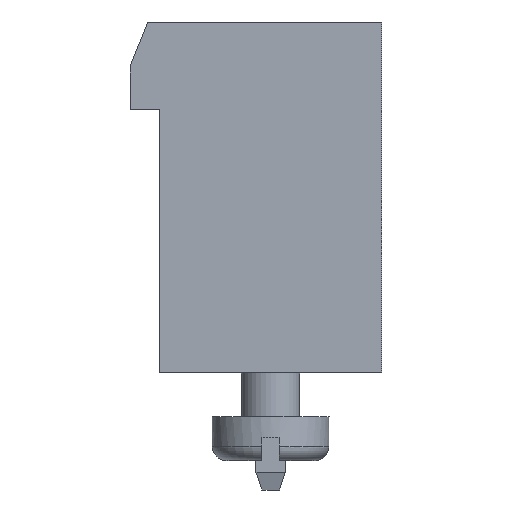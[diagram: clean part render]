
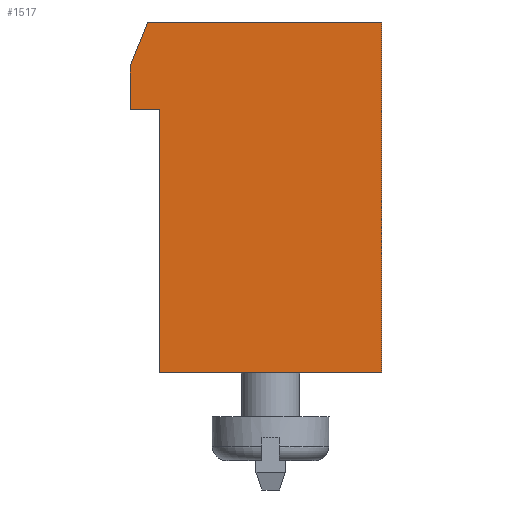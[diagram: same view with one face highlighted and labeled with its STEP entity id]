
A CAD part, left-side view. The second image highlights one B-rep face of the part: STEP entity #1517.
In plain terms, the highlighted planar face has unit normal (-1, 0, 0).
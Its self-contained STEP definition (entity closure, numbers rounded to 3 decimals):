
#22 = VERTEX_POINT('',#23);
#23 = CARTESIAN_POINT('',(-9.1,3.8,9.));
#32 = PLANE('',#33);
#33 = AXIS2_PLACEMENT_3D('',#34,#35,#36);
#34 = CARTESIAN_POINT('',(-9.1,3.8,9.));
#35 = DIRECTION('',(0.,1.,0.));
#36 = DIRECTION('',(0.,0.,-1.));
#44 = PLANE('',#45);
#45 = AXIS2_PLACEMENT_3D('',#46,#47,#48);
#46 = CARTESIAN_POINT('',(-9.1,4.8,9.));
#47 = DIRECTION('',(0.,0.,-1.));
#48 = DIRECTION('',(0.,-1.,0.));
#85 = VERTEX_POINT('',#86);
#86 = CARTESIAN_POINT('',(-9.1,3.8,0.));
#100 = PLANE('',#101);
#101 = AXIS2_PLACEMENT_3D('',#102,#103,#104);
#102 = CARTESIAN_POINT('',(-9.1,3.8,0.));
#103 = DIRECTION('',(0.,0.,-1.));
#104 = DIRECTION('',(0.,-1.,0.));
#112 = EDGE_CURVE('',#22,#85,#113,.T.);
#113 = SURFACE_CURVE('',#114,(#118,#125),.PCURVE_S1.);
#114 = LINE('',#115,#116);
#115 = CARTESIAN_POINT('',(-9.1,3.8,9.));
#116 = VECTOR('',#117,1.);
#117 = DIRECTION('',(0.,0.,-1.));
#118 = PCURVE('',#32,#119);
#119 = DEFINITIONAL_REPRESENTATION('',(#120),#124);
#120 = LINE('',#121,#122);
#121 = CARTESIAN_POINT('',(0.,0.));
#122 = VECTOR('',#123,1.);
#123 = DIRECTION('',(1.,0.));
#124 = ( GEOMETRIC_REPRESENTATION_CONTEXT(2)
PARAMETRIC_REPRESENTATION_CONTEXT() REPRESENTATION_CONTEXT('2D SPACE',''
) );
#125 = PCURVE('',#126,#131);
#126 = PLANE('',#127);
#127 = AXIS2_PLACEMENT_3D('',#128,#129,#130);
#128 = CARTESIAN_POINT('',(-9.1,3.8,0.));
#129 = DIRECTION('',(1.,0.,0.));
#130 = DIRECTION('',(0.,0.,1.));
#131 = DEFINITIONAL_REPRESENTATION('',(#132),#136);
#132 = LINE('',#133,#134);
#133 = CARTESIAN_POINT('',(9.,0.));
#134 = VECTOR('',#135,1.);
#135 = DIRECTION('',(-1.,0.));
#136 = ( GEOMETRIC_REPRESENTATION_CONTEXT(2)
PARAMETRIC_REPRESENTATION_CONTEXT() REPRESENTATION_CONTEXT('2D SPACE',''
) );
#142 = VERTEX_POINT('',#143);
#143 = CARTESIAN_POINT('',(-9.1,4.8,9.));
#159 = PLANE('',#160);
#160 = AXIS2_PLACEMENT_3D('',#161,#162,#163);
#161 = CARTESIAN_POINT('',(-9.1,4.8,10.5));
#162 = DIRECTION('',(0.,1.,0.));
#163 = DIRECTION('',(0.,0.,-1.));
#193 = EDGE_CURVE('',#142,#22,#194,.T.);
#194 = SURFACE_CURVE('',#195,(#199,#206),.PCURVE_S1.);
#195 = LINE('',#196,#197);
#196 = CARTESIAN_POINT('',(-9.1,4.8,9.));
#197 = VECTOR('',#198,1.);
#198 = DIRECTION('',(0.,-1.,0.));
#199 = PCURVE('',#44,#200);
#200 = DEFINITIONAL_REPRESENTATION('',(#201),#205);
#201 = LINE('',#202,#203);
#202 = CARTESIAN_POINT('',(0.,0.));
#203 = VECTOR('',#204,1.);
#204 = DIRECTION('',(1.,0.));
#205 = ( GEOMETRIC_REPRESENTATION_CONTEXT(2)
PARAMETRIC_REPRESENTATION_CONTEXT() REPRESENTATION_CONTEXT('2D SPACE',''
) );
#206 = PCURVE('',#126,#207);
#207 = DEFINITIONAL_REPRESENTATION('',(#208),#212);
#208 = LINE('',#209,#210);
#209 = CARTESIAN_POINT('',(9.,-1.));
#210 = VECTOR('',#211,1.);
#211 = DIRECTION('',(0.,1.));
#212 = ( GEOMETRIC_REPRESENTATION_CONTEXT(2)
PARAMETRIC_REPRESENTATION_CONTEXT() REPRESENTATION_CONTEXT('2D SPACE',''
) );
#242 = VERTEX_POINT('',#243);
#243 = CARTESIAN_POINT('',(-9.1,-3.8,0.));
#257 = PLANE('',#258);
#258 = AXIS2_PLACEMENT_3D('',#259,#260,#261);
#259 = CARTESIAN_POINT('',(-9.1,-3.8,0.));
#260 = DIRECTION('',(0.,-1.,0.));
#261 = DIRECTION('',(0.,0.,1.));
#269 = EDGE_CURVE('',#85,#242,#270,.T.);
#270 = SURFACE_CURVE('',#271,(#275,#282),.PCURVE_S1.);
#271 = LINE('',#272,#273);
#272 = CARTESIAN_POINT('',(-9.1,3.8,0.));
#273 = VECTOR('',#274,1.);
#274 = DIRECTION('',(0.,-1.,0.));
#275 = PCURVE('',#100,#276);
#276 = DEFINITIONAL_REPRESENTATION('',(#277),#281);
#277 = LINE('',#278,#279);
#278 = CARTESIAN_POINT('',(0.,0.));
#279 = VECTOR('',#280,1.);
#280 = DIRECTION('',(1.,0.));
#281 = ( GEOMETRIC_REPRESENTATION_CONTEXT(2)
PARAMETRIC_REPRESENTATION_CONTEXT() REPRESENTATION_CONTEXT('2D SPACE',''
) );
#282 = PCURVE('',#126,#283);
#283 = DEFINITIONAL_REPRESENTATION('',(#284),#288);
#284 = LINE('',#285,#286);
#285 = CARTESIAN_POINT('',(0.,0.));
#286 = VECTOR('',#287,1.);
#287 = DIRECTION('',(0.,1.));
#288 = ( GEOMETRIC_REPRESENTATION_CONTEXT(2)
PARAMETRIC_REPRESENTATION_CONTEXT() REPRESENTATION_CONTEXT('2D SPACE',''
) );
#1517 = ADVANCED_FACE('',(#1518),#126,.F.);
#1518 = FACE_BOUND('',#1519,.T.);
#1519 = EDGE_LOOP('',(#1520,#1521,#1544,#1572,#1600,#1621,#1622));
#1520 = ORIENTED_EDGE('',*,*,#269,.T.);
#1521 = ORIENTED_EDGE('',*,*,#1522,.T.);
#1522 = EDGE_CURVE('',#242,#1523,#1525,.T.);
#1523 = VERTEX_POINT('',#1524);
#1524 = CARTESIAN_POINT('',(-9.1,-3.8,12.));
#1525 = SURFACE_CURVE('',#1526,(#1530,#1537),.PCURVE_S1.);
#1526 = LINE('',#1527,#1528);
#1527 = CARTESIAN_POINT('',(-9.1,-3.8,0.));
#1528 = VECTOR('',#1529,1.);
#1529 = DIRECTION('',(0.,0.,1.));
#1530 = PCURVE('',#126,#1531);
#1531 = DEFINITIONAL_REPRESENTATION('',(#1532),#1536);
#1532 = LINE('',#1533,#1534);
#1533 = CARTESIAN_POINT('',(0.,7.6));
#1534 = VECTOR('',#1535,1.);
#1535 = DIRECTION('',(1.,0.));
#1536 = ( GEOMETRIC_REPRESENTATION_CONTEXT(2)
PARAMETRIC_REPRESENTATION_CONTEXT() REPRESENTATION_CONTEXT('2D SPACE',''
) );
#1537 = PCURVE('',#257,#1538);
#1538 = DEFINITIONAL_REPRESENTATION('',(#1539),#1543);
#1539 = LINE('',#1540,#1541);
#1540 = CARTESIAN_POINT('',(0.,0.));
#1541 = VECTOR('',#1542,1.);
#1542 = DIRECTION('',(1.,0.));
#1543 = ( GEOMETRIC_REPRESENTATION_CONTEXT(2)
PARAMETRIC_REPRESENTATION_CONTEXT() REPRESENTATION_CONTEXT('2D SPACE',''
) );
#1544 = ORIENTED_EDGE('',*,*,#1545,.T.);
#1545 = EDGE_CURVE('',#1523,#1546,#1548,.T.);
#1546 = VERTEX_POINT('',#1547);
#1547 = CARTESIAN_POINT('',(-9.1,4.2,12.));
#1548 = SURFACE_CURVE('',#1549,(#1553,#1560),.PCURVE_S1.);
#1549 = LINE('',#1550,#1551);
#1550 = CARTESIAN_POINT('',(-9.1,-3.8,12.));
#1551 = VECTOR('',#1552,1.);
#1552 = DIRECTION('',(0.,1.,0.));
#1553 = PCURVE('',#126,#1554);
#1554 = DEFINITIONAL_REPRESENTATION('',(#1555),#1559);
#1555 = LINE('',#1556,#1557);
#1556 = CARTESIAN_POINT('',(12.,7.6));
#1557 = VECTOR('',#1558,1.);
#1558 = DIRECTION('',(0.,-1.));
#1559 = ( GEOMETRIC_REPRESENTATION_CONTEXT(2)
PARAMETRIC_REPRESENTATION_CONTEXT() REPRESENTATION_CONTEXT('2D SPACE',''
) );
#1560 = PCURVE('',#1561,#1566);
#1561 = PLANE('',#1562);
#1562 = AXIS2_PLACEMENT_3D('',#1563,#1564,#1565);
#1563 = CARTESIAN_POINT('',(-9.1,-3.8,12.));
#1564 = DIRECTION('',(0.,0.,1.));
#1565 = DIRECTION('',(0.,1.,0.));
#1566 = DEFINITIONAL_REPRESENTATION('',(#1567),#1571);
#1567 = LINE('',#1568,#1569);
#1568 = CARTESIAN_POINT('',(0.,0.));
#1569 = VECTOR('',#1570,1.);
#1570 = DIRECTION('',(1.,0.));
#1571 = ( GEOMETRIC_REPRESENTATION_CONTEXT(2)
PARAMETRIC_REPRESENTATION_CONTEXT() REPRESENTATION_CONTEXT('2D SPACE',''
) );
#1572 = ORIENTED_EDGE('',*,*,#1573,.T.);
#1573 = EDGE_CURVE('',#1546,#1574,#1576,.T.);
#1574 = VERTEX_POINT('',#1575);
#1575 = CARTESIAN_POINT('',(-9.1,4.8,10.5));
#1576 = SURFACE_CURVE('',#1577,(#1581,#1588),.PCURVE_S1.);
#1577 = LINE('',#1578,#1579);
#1578 = CARTESIAN_POINT('',(-9.1,4.2,12.));
#1579 = VECTOR('',#1580,1.);
#1580 = DIRECTION('',(0.,0.371,-0.928));
#1581 = PCURVE('',#126,#1582);
#1582 = DEFINITIONAL_REPRESENTATION('',(#1583),#1587);
#1583 = LINE('',#1584,#1585);
#1584 = CARTESIAN_POINT('',(12.,-0.4));
#1585 = VECTOR('',#1586,1.);
#1586 = DIRECTION('',(-0.928,-0.371));
#1587 = ( GEOMETRIC_REPRESENTATION_CONTEXT(2)
PARAMETRIC_REPRESENTATION_CONTEXT() REPRESENTATION_CONTEXT('2D SPACE',''
) );
#1588 = PCURVE('',#1589,#1594);
#1589 = PLANE('',#1590);
#1590 = AXIS2_PLACEMENT_3D('',#1591,#1592,#1593);
#1591 = CARTESIAN_POINT('',(-9.1,4.2,12.));
#1592 = DIRECTION('',(0.,0.928,0.371));
#1593 = DIRECTION('',(0.,0.371,-0.928));
#1594 = DEFINITIONAL_REPRESENTATION('',(#1595),#1599);
#1595 = LINE('',#1596,#1597);
#1596 = CARTESIAN_POINT('',(0.,0.));
#1597 = VECTOR('',#1598,1.);
#1598 = DIRECTION('',(1.,0.));
#1599 = ( GEOMETRIC_REPRESENTATION_CONTEXT(2)
PARAMETRIC_REPRESENTATION_CONTEXT() REPRESENTATION_CONTEXT('2D SPACE',''
) );
#1600 = ORIENTED_EDGE('',*,*,#1601,.T.);
#1601 = EDGE_CURVE('',#1574,#142,#1602,.T.);
#1602 = SURFACE_CURVE('',#1603,(#1607,#1614),.PCURVE_S1.);
#1603 = LINE('',#1604,#1605);
#1604 = CARTESIAN_POINT('',(-9.1,4.8,10.5));
#1605 = VECTOR('',#1606,1.);
#1606 = DIRECTION('',(0.,0.,-1.));
#1607 = PCURVE('',#126,#1608);
#1608 = DEFINITIONAL_REPRESENTATION('',(#1609),#1613);
#1609 = LINE('',#1610,#1611);
#1610 = CARTESIAN_POINT('',(10.5,-1.));
#1611 = VECTOR('',#1612,1.);
#1612 = DIRECTION('',(-1.,0.));
#1613 = ( GEOMETRIC_REPRESENTATION_CONTEXT(2)
PARAMETRIC_REPRESENTATION_CONTEXT() REPRESENTATION_CONTEXT('2D SPACE',''
) );
#1614 = PCURVE('',#159,#1615);
#1615 = DEFINITIONAL_REPRESENTATION('',(#1616),#1620);
#1616 = LINE('',#1617,#1618);
#1617 = CARTESIAN_POINT('',(0.,0.));
#1618 = VECTOR('',#1619,1.);
#1619 = DIRECTION('',(1.,0.));
#1620 = ( GEOMETRIC_REPRESENTATION_CONTEXT(2)
PARAMETRIC_REPRESENTATION_CONTEXT() REPRESENTATION_CONTEXT('2D SPACE',''
) );
#1621 = ORIENTED_EDGE('',*,*,#193,.T.);
#1622 = ORIENTED_EDGE('',*,*,#112,.T.);
